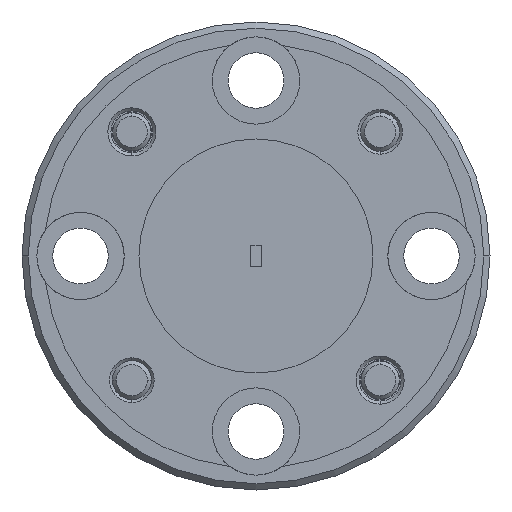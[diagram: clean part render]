
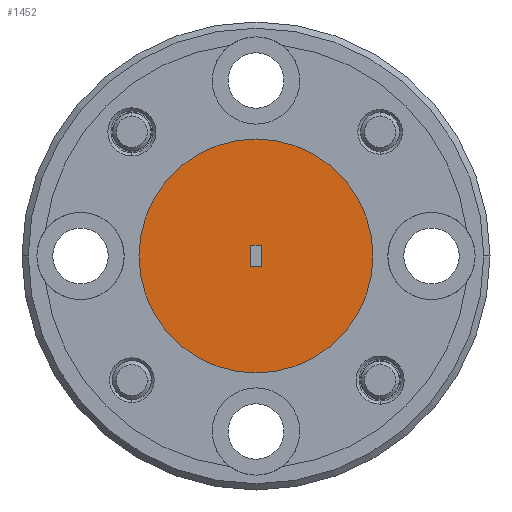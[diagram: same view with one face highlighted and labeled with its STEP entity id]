
A CAD part, left-side view. The second image highlights one B-rep face of the part: STEP entity #1452.
In plain terms, the highlighted planar face has unit normal (-1, 0, 0).
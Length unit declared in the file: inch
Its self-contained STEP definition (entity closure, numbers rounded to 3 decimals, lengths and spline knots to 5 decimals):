
#22 = CARTESIAN_POINT ( 'NONE',  ( -0.63379, 0.89162, -0.52392 ) ) ;
#266 = EDGE_CURVE ( 'NONE', #6291, #4381, #5201, .T. ) ;
#276 = AXIS2_PLACEMENT_3D ( 'NONE', #969, #3329, #2189 ) ;
#314 = CARTESIAN_POINT ( 'NONE',  ( -0.63379, 0.90862, -0.55792 ) ) ;
#337 = VERTEX_POINT ( 'NONE', #5371 ) ;
#367 = EDGE_LOOP ( 'NONE', ( #3525, #3442, #1573, #898 ) ) ;
#414 = CARTESIAN_POINT ( 'NONE',  ( -0.63379, 0.89162, -0.55792 ) ) ;
#465 = DIRECTION ( 'NONE',  ( 0., -1., 0. ) ) ;
#898 = ORIENTED_EDGE ( 'NONE', *, *, #5279, .T. ) ;
#919 = CARTESIAN_POINT ( 'NONE',  ( -0.63379, 0.90012, -0.54092 ) ) ;
#969 = CARTESIAN_POINT ( 'NONE',  ( -0.63379, 0.90012, -0.54092 ) ) ;
#1452 = ADVANCED_FACE ( 'NONE', ( #5046, #2176 ), #1541, .T. ) ;
#1541 = PLANE ( 'NONE',  #5025 ) ;
#1549 = EDGE_CURVE ( 'NONE', #337, #1834, #7049, .T. ) ;
#1573 = ORIENTED_EDGE ( 'NONE', *, *, #7047, .T. ) ;
#1742 = CARTESIAN_POINT ( 'NONE',  ( -0.63379, 0.89162, -0.55792 ) ) ;
#1834 = VERTEX_POINT ( 'NONE', #414 ) ;
#1912 = CARTESIAN_POINT ( 'NONE',  ( -0.63379, 0.90862, -0.55792 ) ) ;
#2096 = ORIENTED_EDGE ( 'NONE', *, *, #6079, .F. ) ;
#2176 = FACE_OUTER_BOUND ( 'NONE', #4932, .T. ) ;
#2186 = CARTESIAN_POINT ( 'NONE',  ( -0.63379, 1.08762, -0.54092 ) ) ;
#2189 = DIRECTION ( 'NONE',  ( 0., 1., 0. ) ) ;
#2197 = VERTEX_POINT ( 'NONE', #1912 ) ;
#2238 = VERTEX_POINT ( 'NONE', #3911 ) ;
#2399 = CIRCLE ( 'NONE', #276, 0.1875 ) ;
#2681 = LINE ( 'NONE', #5129, #4135 ) ;
#3064 = VECTOR ( 'NONE', #5084, 39.37008 ) ;
#3286 = DIRECTION ( 'NONE',  ( 0., 1., 0. ) ) ;
#3329 = DIRECTION ( 'NONE',  ( 1., 0., 0. ) ) ;
#3442 = ORIENTED_EDGE ( 'NONE', *, *, #1549, .T. ) ;
#3525 = ORIENTED_EDGE ( 'NONE', *, *, #5366, .T. ) ;
#3861 = DIRECTION ( 'NONE',  ( -1., 0., 0. ) ) ;
#3911 = CARTESIAN_POINT ( 'NONE',  ( -0.63379, 0.90862, -0.52392 ) ) ;
#3953 = DIRECTION ( 'NONE',  ( 0., 1., 0. ) ) ;
#4088 = DIRECTION ( 'NONE',  ( 0., 0., -1. ) ) ;
#4135 = VECTOR ( 'NONE', #3953, 39.37008 ) ;
#4155 = VECTOR ( 'NONE', #465, 39.37008 ) ;
#4381 = VERTEX_POINT ( 'NONE', #7094 ) ;
#4399 = DIRECTION ( 'NONE',  ( 0., -1., 0. ) ) ;
#4439 = AXIS2_PLACEMENT_3D ( 'NONE', #919, #7455, #3286 ) ;
#4473 = CARTESIAN_POINT ( 'NONE',  ( -0.63379, 0.90012, -0.54092 ) ) ;
#4528 = LINE ( 'NONE', #22, #4155 ) ;
#4887 = ORIENTED_EDGE ( 'NONE', *, *, #266, .F. ) ;
#4932 = EDGE_LOOP ( 'NONE', ( #4887, #2096 ) ) ;
#5025 = AXIS2_PLACEMENT_3D ( 'NONE', #4473, #3861, #4399 ) ;
#5046 = FACE_BOUND ( 'NONE', #367, .T. ) ;
#5084 = DIRECTION ( 'NONE',  ( 0., 0., 1. ) ) ;
#5129 = CARTESIAN_POINT ( 'NONE',  ( -0.63379, 0.89162, -0.55792 ) ) ;
#5201 = CIRCLE ( 'NONE', #4439, 0.1875 ) ;
#5279 = EDGE_CURVE ( 'NONE', #2197, #2238, #5624, .T. ) ;
#5366 = EDGE_CURVE ( 'NONE', #2238, #337, #4528, .T. ) ;
#5371 = CARTESIAN_POINT ( 'NONE',  ( -0.63379, 0.89162, -0.52392 ) ) ;
#5624 = LINE ( 'NONE', #314, #3064 ) ;
#6079 = EDGE_CURVE ( 'NONE', #4381, #6291, #2399, .T. ) ;
#6262 = VECTOR ( 'NONE', #4088, 39.37008 ) ;
#6291 = VERTEX_POINT ( 'NONE', #2186 ) ;
#7047 = EDGE_CURVE ( 'NONE', #1834, #2197, #2681, .T. ) ;
#7049 = LINE ( 'NONE', #1742, #6262 ) ;
#7094 = CARTESIAN_POINT ( 'NONE',  ( -0.63379, 0.71262, -0.54092 ) ) ;
#7455 = DIRECTION ( 'NONE',  ( 1., 0., 0. ) ) ;
